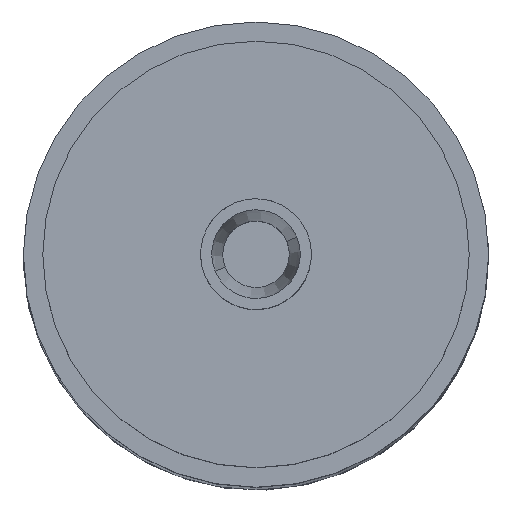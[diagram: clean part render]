
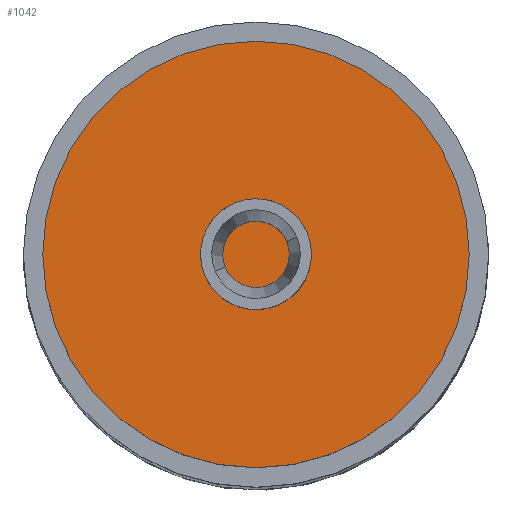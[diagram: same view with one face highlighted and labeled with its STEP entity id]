
A CAD part, top view. The second image highlights one B-rep face of the part: STEP entity #1042.
In plain terms, the highlighted planar face has unit normal (0, 0, 1).
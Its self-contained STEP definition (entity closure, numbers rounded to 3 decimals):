
#67 = EDGE_CURVE ( 'NONE', #100, #1255, #935, .T. ) ;
#100 = VERTEX_POINT ( 'NONE', #1016 ) ;
#140 = EDGE_LOOP ( 'NONE', ( #1576, #1653 ) ) ;
#225 = DIRECTION ( 'NONE',  ( 1., 0., 0. ) ) ;
#230 = DIRECTION ( 'NONE',  ( 1., 0., 0. ) ) ;
#490 = DIRECTION ( 'NONE',  ( 0., 0., 1. ) ) ;
#638 = DIRECTION ( 'NONE',  ( 0., 0., 1. ) ) ;
#706 = AXIS2_PLACEMENT_3D ( 'NONE', #881, #490, #225 ) ;
#755 = DIRECTION ( 'NONE',  ( 0., 0., 1. ) ) ;
#800 = CARTESIAN_POINT ( 'NONE',  ( 0., 0., 8. ) ) ;
#839 = FACE_OUTER_BOUND ( 'NONE', #140, .T. ) ;
#881 = CARTESIAN_POINT ( 'NONE',  ( 0., 0., 8. ) ) ;
#935 = CIRCLE ( 'NONE', #706, 19.25 ) ;
#1003 = CIRCLE ( 'NONE', #1397, 19.25 ) ;
#1016 = CARTESIAN_POINT ( 'NONE',  ( -19.25, 0., 8. ) ) ;
#1042 = ADVANCED_FACE ( 'NONE', ( #839 ), #1571, .T. ) ;
#1077 = DIRECTION ( 'NONE',  ( 1., 0., 0. ) ) ;
#1091 = AXIS2_PLACEMENT_3D ( 'NONE', #800, #638, #1077 ) ;
#1106 = CARTESIAN_POINT ( 'NONE',  ( 19.25, 0., 8. ) ) ;
#1255 = VERTEX_POINT ( 'NONE', #1106 ) ;
#1282 = CARTESIAN_POINT ( 'NONE',  ( 0., 0., 8. ) ) ;
#1397 = AXIS2_PLACEMENT_3D ( 'NONE', #1282, #755, #230 ) ;
#1498 = EDGE_CURVE ( 'NONE', #1255, #100, #1003, .T. ) ;
#1571 = PLANE ( 'NONE',  #1091 ) ;
#1576 = ORIENTED_EDGE ( 'NONE', *, *, #67, .T. ) ;
#1653 = ORIENTED_EDGE ( 'NONE', *, *, #1498, .T. ) ;
